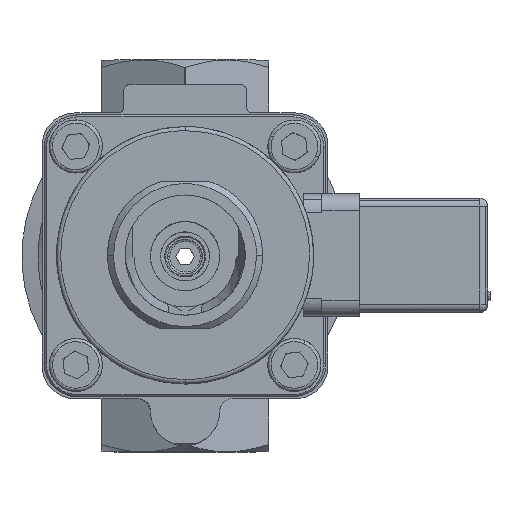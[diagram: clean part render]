
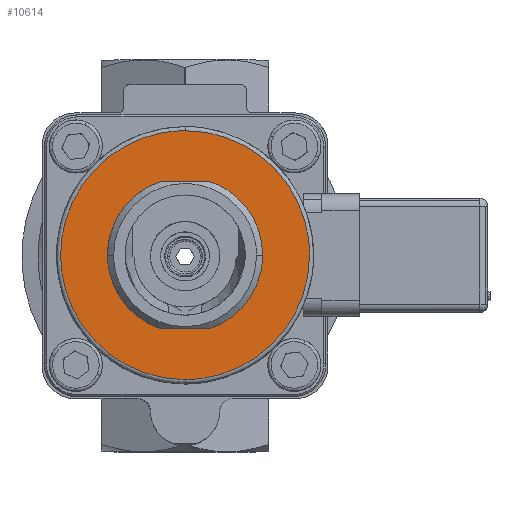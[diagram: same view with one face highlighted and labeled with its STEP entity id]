
A CAD part, top view. The second image highlights one B-rep face of the part: STEP entity #10614.
In plain terms, the highlighted free-form (B-spline) face has degree [1, 1] with [2, 2] control points.
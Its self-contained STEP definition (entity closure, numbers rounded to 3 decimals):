
#10488 = CARTESIAN_POINT ('', (-37.964, 18.294, 120.35));
#10489 = VERTEX_POINT ('', #10488);
#10505 = CARTESIAN_POINT ('', (-37.964, 79.294, 120.35));
#10506 = VERTEX_POINT ('', #10505);
#10513 = CARTESIAN_POINT ('', (-37.964, 18.294, 120.35));
#10514 = CARTESIAN_POINT ('', (-68.464, 18.294, 120.35));
#10515 = CARTESIAN_POINT ('', (-68.464, 48.794, 120.35));
#10516 = CARTESIAN_POINT ('', (-68.464, 79.294, 120.35));
#10517 = CARTESIAN_POINT ('', (-37.964, 79.294, 120.35));
#10518 = (
   BOUNDED_CURVE ()
   B_SPLINE_CURVE (2, (#10513, #10514, #10515, #10516, #10517), .UNSPECIFIED., .F., .U.)
   B_SPLINE_CURVE_WITH_KNOTS ((3, 2, 3), (90., 180., 270.), .UNSPECIFIED.)
   CURVE ()
   GEOMETRIC_REPRESENTATION_ITEM ()
   RATIONAL_B_SPLINE_CURVE ((1., 0.707, 1., 0.707, 1.))
   REPRESENTATION_ITEM ('')
);
#10519 = EDGE_CURVE ('', #10489, #10506, #10518, .T.);
#10550 = CARTESIAN_POINT ('', (-7.464, 48.794, 120.35));
#10551 = VERTEX_POINT ('', #10550);
#10552 = CARTESIAN_POINT ('', (-37.964, 79.294, 120.35));
#10553 = CARTESIAN_POINT ('', (-7.464, 79.294, 120.35));
#10554 = CARTESIAN_POINT ('', (-7.464, 48.794, 120.35));
#10555 = (
   BOUNDED_CURVE ()
   B_SPLINE_CURVE (2, (#10552, #10553, #10554), .UNSPECIFIED., .F., .U.)
   B_SPLINE_CURVE_WITH_KNOTS ((3, 3), (270., 360.), .UNSPECIFIED.)
   CURVE ()
   GEOMETRIC_REPRESENTATION_ITEM ()
   RATIONAL_B_SPLINE_CURVE ((1., 0.707, 1.))
   REPRESENTATION_ITEM ('')
);
#10556 = EDGE_CURVE ('', #10506, #10551, #10555, .T.);
#10557 = ORIENTED_EDGE ('', *, *, #10556, .T.);
#10558 = CARTESIAN_POINT ('', (-7.464, 48.794, 120.35));
#10559 = CARTESIAN_POINT ('', (-7.464, 18.294, 120.35));
#10560 = CARTESIAN_POINT ('', (-37.964, 18.294, 120.35));
#10561 = (
   BOUNDED_CURVE ()
   B_SPLINE_CURVE (2, (#10558, #10559, #10560), .UNSPECIFIED., .F., .U.)
   B_SPLINE_CURVE_WITH_KNOTS ((3, 3), (0., 90.), .UNSPECIFIED.)
   CURVE ()
   GEOMETRIC_REPRESENTATION_ITEM ()
   RATIONAL_B_SPLINE_CURVE ((1., 0.707, 1.))
   REPRESENTATION_ITEM ('')
);
#10562 = EDGE_CURVE ('', #10551, #10489, #10561, .T.);
#10563 = ORIENTED_EDGE ('', *, *, #10562, .T.);
#10564 = ORIENTED_EDGE ('', *, *, #10519, .T.);
#10565 = EDGE_LOOP ('', (#10557, #10563, #10564));
#10566 = FACE_OUTER_BOUND ('', #10565, .T.);
#10567 = CARTESIAN_POINT ('', (-31.881, 66.794, 120.35));
#10568 = VERTEX_POINT ('', #10567);
#10569 = CARTESIAN_POINT ('', (-44.047, 66.794, 120.35));
#10570 = VERTEX_POINT ('', #10569);
#10571 = CARTESIAN_POINT ('', (-31.881, 66.794, 120.35));
#10572 = CARTESIAN_POINT ('', (-44.047, 66.794, 120.35));
#10573 = B_SPLINE_CURVE_WITH_KNOTS ('', 1, (#10571, #10572), .UNSPECIFIED., .F., .U., (2, 2), (0., 1.), .UNSPECIFIED.);
#10574 = EDGE_CURVE ('', #10568, #10570, #10573, .T.);
#10575 = ORIENTED_EDGE ('', *, *, #10574, .T.);
#10576 = CARTESIAN_POINT ('', (-44.047, 30.794, 120.35));
#10577 = VERTEX_POINT ('', #10576);
#10578 = CARTESIAN_POINT ('', (-44.047, 66.794, 120.35));
#10579 = CARTESIAN_POINT ('', (-56.964, 62.429, 120.35));
#10580 = CARTESIAN_POINT ('', (-56.964, 48.794, 120.35));
#10581 = CARTESIAN_POINT ('', (-56.964, 35.159, 120.35));
#10582 = CARTESIAN_POINT ('', (-44.047, 30.794, 120.35));
#10583 = (
   BOUNDED_CURVE ()
   B_SPLINE_CURVE (2, (#10578, #10579, #10580, #10581, #10582), .UNSPECIFIED., .F., .U.)
   B_SPLINE_CURVE_WITH_KNOTS ((3, 2, 3), (108.672, 180., 251.328), .UNSPECIFIED.)
   CURVE ()
   GEOMETRIC_REPRESENTATION_ITEM ()
   RATIONAL_B_SPLINE_CURVE ((1., 0.812, 1., 0.812, 1.))
   REPRESENTATION_ITEM ('')
);
#10584 = EDGE_CURVE ('', #10570, #10577, #10583, .T.);
#10585 = ORIENTED_EDGE ('', *, *, #10584, .T.);
#10586 = CARTESIAN_POINT ('', (-31.881, 30.794, 120.35));
#10587 = VERTEX_POINT ('', #10586);
#10588 = CARTESIAN_POINT ('', (-31.881, 30.794, 120.35));
#10589 = CARTESIAN_POINT ('', (-44.047, 30.794, 120.35));
#10590 = B_SPLINE_CURVE_WITH_KNOTS ('', 1, (#10588, #10589), .UNSPECIFIED., .F., .U., (2, 2), (0., 1.), .UNSPECIFIED.);
#10591 = EDGE_CURVE ('', #10587, #10577, #10590, .T.);
#10592 = ORIENTED_EDGE ('', *, *, #10591, .F.);
#10593 = CARTESIAN_POINT ('', (-18.964, 48.794, 120.35));
#10594 = VERTEX_POINT ('', #10593);
#10595 = CARTESIAN_POINT ('', (-31.881, 30.794, 120.35));
#10596 = CARTESIAN_POINT ('', (-18.964, 35.159, 120.35));
#10597 = CARTESIAN_POINT ('', (-18.964, 48.794, 120.35));
#10598 = (
   BOUNDED_CURVE ()
   B_SPLINE_CURVE (2, (#10595, #10596, #10597), .UNSPECIFIED., .F., .U.)
   B_SPLINE_CURVE_WITH_KNOTS ((3, 3), (288.672, 360.), .UNSPECIFIED.)
   CURVE ()
   GEOMETRIC_REPRESENTATION_ITEM ()
   RATIONAL_B_SPLINE_CURVE ((1., 0.812, 1.))
   REPRESENTATION_ITEM ('')
);
#10599 = EDGE_CURVE ('', #10587, #10594, #10598, .T.);
#10600 = ORIENTED_EDGE ('', *, *, #10599, .T.);
#10601 = CARTESIAN_POINT ('', (-18.964, 48.794, 120.35));
#10602 = CARTESIAN_POINT ('', (-18.964, 62.429, 120.35));
#10603 = CARTESIAN_POINT ('', (-31.881, 66.794, 120.35));
#10604 = (
   BOUNDED_CURVE ()
   B_SPLINE_CURVE (2, (#10601, #10602, #10603), .UNSPECIFIED., .F., .U.)
   B_SPLINE_CURVE_WITH_KNOTS ((3, 3), (360., 431.328), .UNSPECIFIED.)
   CURVE ()
   GEOMETRIC_REPRESENTATION_ITEM ()
   RATIONAL_B_SPLINE_CURVE ((1., 0.812, 1.))
   REPRESENTATION_ITEM ('')
);
#10605 = EDGE_CURVE ('', #10594, #10568, #10604, .T.);
#10606 = ORIENTED_EDGE ('', *, *, #10605, .T.);
#10607 = EDGE_LOOP ('', (#10575, #10585, #10592, #10600, #10606));
#10608 = FACE_BOUND ('', #10607, .T.);
#10609 = CARTESIAN_POINT ('', (-7.464, 18.294, 120.35));
#10610 = CARTESIAN_POINT ('', (-7.464, 79.294, 120.35));
#10611 = CARTESIAN_POINT ('', (-68.464, 18.294, 120.35));
#10612 = CARTESIAN_POINT ('', (-68.464, 79.294, 120.35));
#10613 = B_SPLINE_SURFACE_WITH_KNOTS ('', 1, 1, ((#10609, #10610), (#10611, #10612)), .UNSPECIFIED., .F., .F., .U., (2, 2), (2, 2), (-61.001, -0.001), (-61.001, -0.001), .UNSPECIFIED.);
#10614 = ADVANCED_FACE ('', (#10566, #10608), #10613, .T.);
